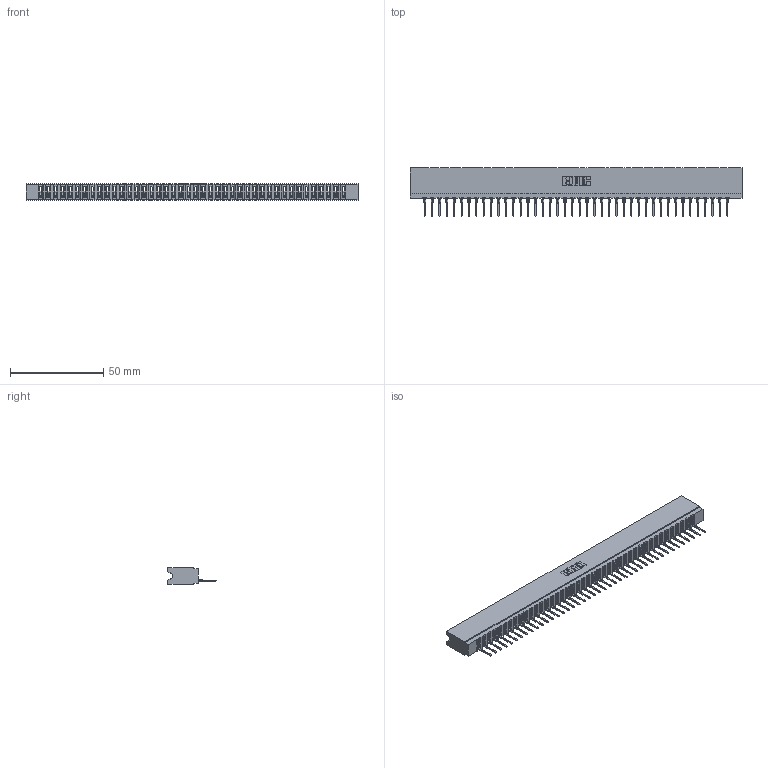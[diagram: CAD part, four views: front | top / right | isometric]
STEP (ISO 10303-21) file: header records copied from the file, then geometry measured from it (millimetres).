
FILE_DESCRIPTION (( 'STEP AP203' ), '1' );
FILE_NAME ('737-042-522-106.STEP', '2020-09-11T03:13:19', ( '' ), ( '' ), 'SwSTEP 2.0', 'SolidWorks 2020', '' );
FILE_SCHEMA (( 'CONFIG_CONTROL_DESIGN' ));
Length unit declared in the file: inch
Products named in the file (3): 745-292-001_522; 737-042-522-106; 737 Part_Insulator Option - 06
Assembly tree (43 placements, depth 2):
  737-042-522-106
    737 Part_Insulator Option - 06
    745-292-001_522  x42
Bounding box: 178.26 x 25.92 x 8.89 mm (x, y, z)
Volume: 17231.4 mm3; surface area: 23269.7 mm2
Topology: 43 solids, 43 shells, 4841 faces, 13319 edges, 8402 vertices
Faces by surface type: plane 2911, bspline 840, cylinder 838, torus 252
Entity records: 70743 total; most frequent: CARTESIAN_POINT 12974, ORIENTED_EDGE 12452, DIRECTION 10784, EDGE_CURVE 6226, VECTOR 5792, LINE 5792, VERTEX_POINT 3974, AXIS2_PLACEMENT_3D 2496
